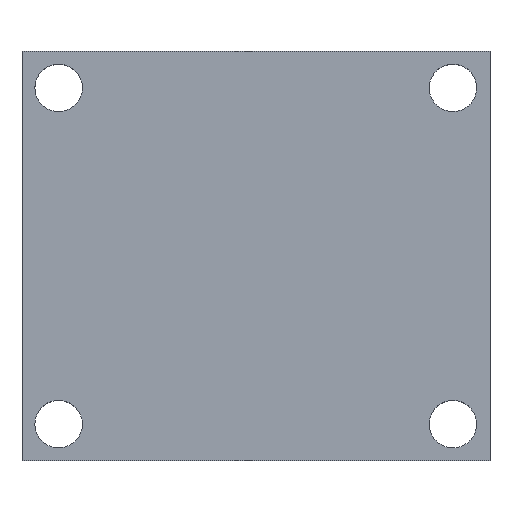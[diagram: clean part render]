
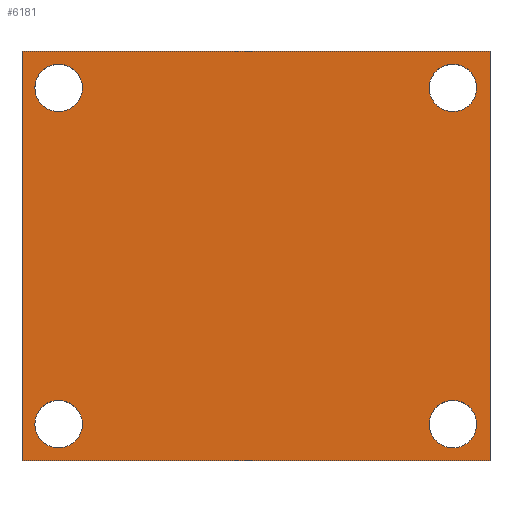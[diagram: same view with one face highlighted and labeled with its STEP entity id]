
A CAD part, top view. The second image highlights one B-rep face of the part: STEP entity #6181.
In plain terms, the highlighted planar face has unit normal (0, 0, 1).
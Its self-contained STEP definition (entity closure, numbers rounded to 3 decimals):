
#70=CIRCLE('',#6451,5.156);
#73=CIRCLE('',#6455,5.156);
#76=CIRCLE('',#6459,5.156);
#79=CIRCLE('',#6463,5.156);
#114=FACE_BOUND('',#974,.T.);
#115=FACE_BOUND('',#975,.T.);
#116=FACE_BOUND('',#976,.T.);
#117=FACE_BOUND('',#977,.T.);
#327=PLANE('',#6468);
#636=FACE_OUTER_BOUND('',#973,.T.);
#973=EDGE_LOOP('',(#5484,#5485,#5486,#5487));
#974=EDGE_LOOP('',(#5488));
#975=EDGE_LOOP('',(#5489));
#976=EDGE_LOOP('',(#5490));
#977=EDGE_LOOP('',(#5491));
#1202=LINE('',#9419,#1823);
#1604=LINE('',#10488,#2225);
#1607=LINE('',#10492,#2228);
#1609=LINE('',#10496,#2230);
#1823=VECTOR('',#6789,10.);
#2225=VECTOR('',#7623,10.);
#2228=VECTOR('',#7628,10.);
#2230=VECTOR('',#7634,10.);
#2653=VERTEX_POINT('',#9416);
#2654=VERTEX_POINT('',#9418);
#2964=VERTEX_POINT('',#10454);
#2967=VERTEX_POINT('',#10462);
#2970=VERTEX_POINT('',#10470);
#2973=VERTEX_POINT('',#10478);
#2976=VERTEX_POINT('',#10485);
#2977=VERTEX_POINT('',#10487);
#3349=EDGE_CURVE('',#2654,#2653,#1202,.T.);
#3803=EDGE_CURVE('',#2964,#2964,#70,.T.);
#3807=EDGE_CURVE('',#2967,#2967,#73,.T.);
#3811=EDGE_CURVE('',#2970,#2970,#76,.T.);
#3815=EDGE_CURVE('',#2973,#2973,#79,.T.);
#3818=EDGE_CURVE('',#2977,#2976,#1604,.T.);
#3821=EDGE_CURVE('',#2653,#2977,#1607,.T.);
#3823=EDGE_CURVE('',#2976,#2654,#1609,.T.);
#5484=ORIENTED_EDGE('',*,*,#3823,.T.);
#5485=ORIENTED_EDGE('',*,*,#3349,.T.);
#5486=ORIENTED_EDGE('',*,*,#3821,.T.);
#5487=ORIENTED_EDGE('',*,*,#3818,.T.);
#5488=ORIENTED_EDGE('',*,*,#3803,.T.);
#5489=ORIENTED_EDGE('',*,*,#3807,.T.);
#5490=ORIENTED_EDGE('',*,*,#3811,.T.);
#5491=ORIENTED_EDGE('',*,*,#3815,.T.);
#6181=ADVANCED_FACE('',(#636,#114,#115,#116,#117),#327,.T.);
#6451=AXIS2_PLACEMENT_3D('',#10456,#7590,#7591);
#6455=AXIS2_PLACEMENT_3D('',#10464,#7599,#7600);
#6459=AXIS2_PLACEMENT_3D('',#10472,#7608,#7609);
#6463=AXIS2_PLACEMENT_3D('',#10480,#7617,#7618);
#6468=AXIS2_PLACEMENT_3D('',#10497,#7635,#7636);
#6789=DIRECTION('',(0.,1.,0.));
#7590=DIRECTION('center_axis',(0.,0.,-1.));
#7591=DIRECTION('ref_axis',(1.,0.,0.));
#7599=DIRECTION('center_axis',(0.,0.,-1.));
#7600=DIRECTION('ref_axis',(1.,0.,0.));
#7608=DIRECTION('center_axis',(0.,0.,-1.));
#7609=DIRECTION('ref_axis',(1.,0.,0.));
#7617=DIRECTION('center_axis',(0.,0.,-1.));
#7618=DIRECTION('ref_axis',(1.,0.,0.));
#7623=DIRECTION('',(0.,-1.,0.));
#7628=DIRECTION('',(-1.,0.,0.));
#7634=DIRECTION('',(1.,0.,0.));
#7635=DIRECTION('center_axis',(0.,0.,1.));
#7636=DIRECTION('ref_axis',(1.,0.,0.));
#9416=CARTESIAN_POINT('',(101.6,88.9,25.4));
#9418=CARTESIAN_POINT('',(101.6,0.,25.4));
#9419=CARTESIAN_POINT('',(101.6,0.,25.4));
#10454=CARTESIAN_POINT('',(88.392,80.924,25.4));
#10456=CARTESIAN_POINT('Origin',(93.548,80.924,25.4));
#10462=CARTESIAN_POINT('',(2.794,7.925,25.4));
#10464=CARTESIAN_POINT('Origin',(7.95,7.925,25.4));
#10470=CARTESIAN_POINT('',(2.794,80.924,25.4));
#10472=CARTESIAN_POINT('Origin',(7.95,80.924,25.4));
#10478=CARTESIAN_POINT('',(88.392,7.925,25.4));
#10480=CARTESIAN_POINT('Origin',(93.548,7.925,25.4));
#10485=CARTESIAN_POINT('',(0.,0.,25.4));
#10487=CARTESIAN_POINT('',(0.,88.9,25.4));
#10488=CARTESIAN_POINT('',(0.,88.9,25.4));
#10492=CARTESIAN_POINT('',(101.6,88.9,25.4));
#10496=CARTESIAN_POINT('',(0.,0.,25.4));
#10497=CARTESIAN_POINT('Origin',(50.8,44.45,25.4));
